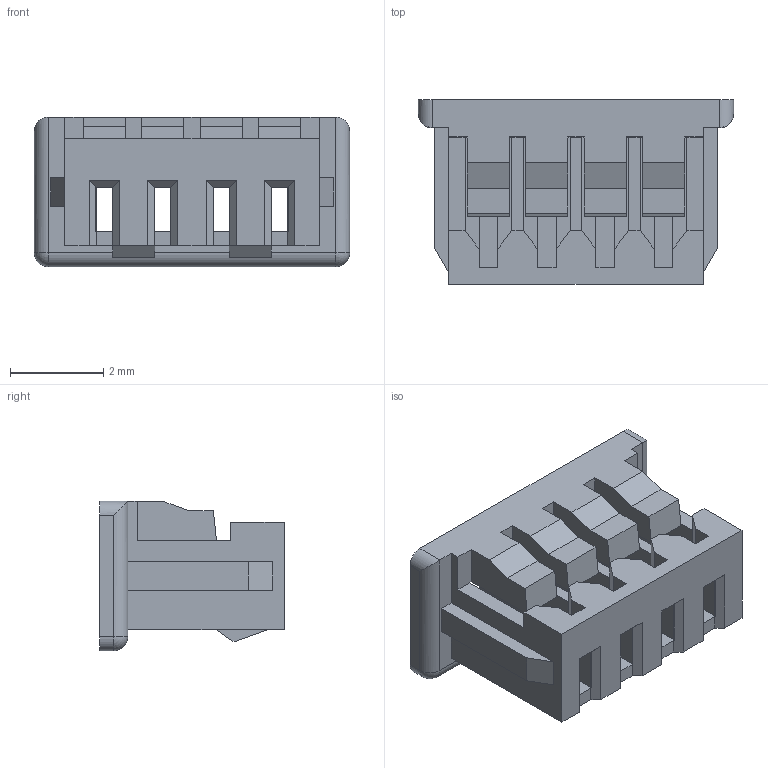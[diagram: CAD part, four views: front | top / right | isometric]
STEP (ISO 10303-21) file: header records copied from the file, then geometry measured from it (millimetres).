
FILE_DESCRIPTION(('FreeCAD Model'),'2;1');
FILE_NAME('510210400.step','2016-05-20T02:32:28',( 'Author'),(''),'Open CASCADE STEP processor 6.8','FreeCAD','Unknown' );
FILE_SCHEMA(('AUTOMOTIVE_DESIGN_CC2 { 1 2 10303 214 -1 1 5 4 }'));
Length unit declared in the file: millimetre
Products named in the file (2): ASSEMBLY; 510210400
Assembly tree (1 placements, depth 2):
  ASSEMBLY
    510210400
Bounding box: 6.75 x 3.95 x 3.2 mm (x, y, z)
Volume: 34.3 mm3; surface area: 187.6 mm2
Topology: 1 solids, 1 shells, 209 faces, 565 edges, 346 vertices
Faces by surface type: plane 200, cylinder 7, sphere 2
Entity records: 14543 total; most frequent: CARTESIAN_POINT 3168, DIRECTION 2085, LINE 1639, VECTOR 1639, ORIENTED_EDGE 1126, PCURVE 1126, DEFINITIONAL_REPRESENTATION 1126, EDGE_CURVE 563
